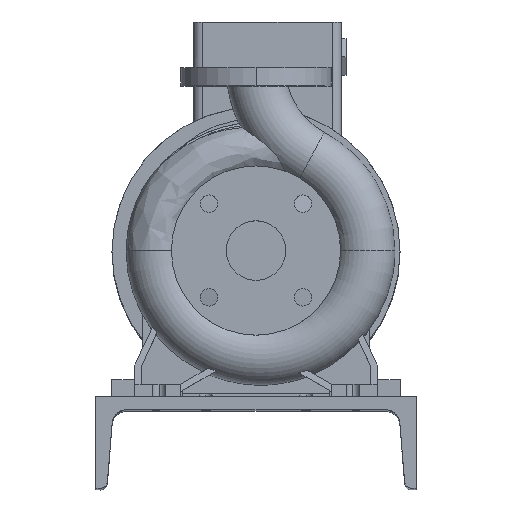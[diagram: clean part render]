
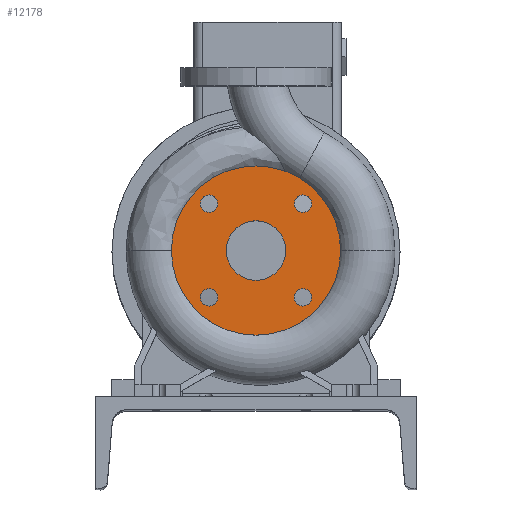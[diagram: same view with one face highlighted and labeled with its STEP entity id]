
A CAD part, top view. The second image highlights one B-rep face of the part: STEP entity #12178.
In plain terms, the highlighted planar face has unit normal (0, 0, 1).
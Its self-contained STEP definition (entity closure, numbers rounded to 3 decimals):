
#455 = CIRCLE ( 'NONE', #1434, 9.5 ) ;
#874 = AXIS2_PLACEMENT_3D ( 'NONE', #18344, #13366, #9059 ) ;
#1026 = CARTESIAN_POINT ( 'NONE',  ( -51.265, -51.265, 100. ) ) ;
#1046 = AXIS2_PLACEMENT_3D ( 'NONE', #1668, #1765, #18707 ) ;
#1148 = ORIENTED_EDGE ( 'NONE', *, *, #15734, .T. ) ;
#1434 = AXIS2_PLACEMENT_3D ( 'NONE', #19266, #11508, #17832 ) ;
#1445 = FACE_BOUND ( 'NONE', #17650, .T. ) ;
#1668 = CARTESIAN_POINT ( 'NONE',  ( 0., 0., 100. ) ) ;
#1765 = DIRECTION ( 'NONE',  ( 0., 0., 1. ) ) ;
#1974 = CIRCLE ( 'NONE', #7843, 9.5 ) ;
#2367 = VERTEX_POINT ( 'NONE', #13147 ) ;
#2585 = VERTEX_POINT ( 'NONE', #15680 ) ;
#2800 = VERTEX_POINT ( 'NONE', #4422 ) ;
#2869 = CIRCLE ( 'NONE', #4191, 9.5 ) ;
#3107 = DIRECTION ( 'NONE',  ( 0., -1., 0. ) ) ;
#3180 = FACE_BOUND ( 'NONE', #13583, .T. ) ;
#3198 = EDGE_CURVE ( 'NONE', #16039, #2367, #15989, .T. ) ;
#3205 = EDGE_CURVE ( 'NONE', #17943, #9089, #17925, .T. ) ;
#3480 = AXIS2_PLACEMENT_3D ( 'NONE', #12280, #18598, #9513 ) ;
#3565 = EDGE_CURVE ( 'NONE', #12895, #8408, #1974, .T. ) ;
#3628 = CARTESIAN_POINT ( 'NONE',  ( 41.765, 51.265, 100. ) ) ;
#3767 = DIRECTION ( 'NONE',  ( 0., 0., 1. ) ) ;
#3798 = EDGE_LOOP ( 'NONE', ( #15523, #11767 ) ) ;
#3995 = DIRECTION ( 'NONE',  ( 0., 0., 1. ) ) ;
#4112 = AXIS2_PLACEMENT_3D ( 'NONE', #11428, #19376, #11220 ) ;
#4191 = AXIS2_PLACEMENT_3D ( 'NONE', #8040, #17331, #9789 ) ;
#4422 = CARTESIAN_POINT ( 'NONE',  ( 51.265, -41.765, 100. ) ) ;
#4942 = ORIENTED_EDGE ( 'NONE', *, *, #10262, .F. ) ;
#5519 = EDGE_CURVE ( 'NONE', #2585, #10932, #6599, .T. ) ;
#5703 = CIRCLE ( 'NONE', #17100, 9.5 ) ;
#6056 = FACE_BOUND ( 'NONE', #3798, .T. ) ;
#6489 = ORIENTED_EDGE ( 'NONE', *, *, #12377, .F. ) ;
#6582 = ORIENTED_EDGE ( 'NONE', *, *, #15926, .F. ) ;
#6587 = EDGE_LOOP ( 'NONE', ( #8689, #6582 ) ) ;
#6599 = CIRCLE ( 'NONE', #1046, 32.5 ) ;
#6926 = DIRECTION ( 'NONE',  ( 0., 0., 1. ) ) ;
#7395 = CIRCLE ( 'NONE', #874, 32.5 ) ;
#7612 = CARTESIAN_POINT ( 'NONE',  ( -51.265, -41.765, 100. ) ) ;
#7681 = DIRECTION ( 'NONE',  ( 0., 0., 1. ) ) ;
#7843 = AXIS2_PLACEMENT_3D ( 'NONE', #20143, #7681, #11062 ) ;
#7897 = EDGE_CURVE ( 'NONE', #11273, #2800, #455, .T. ) ;
#8040 = CARTESIAN_POINT ( 'NONE',  ( 51.265, 51.265, 100. ) ) ;
#8157 = CARTESIAN_POINT ( 'NONE',  ( 0., 0., 100. ) ) ;
#8359 = DIRECTION ( 'NONE',  ( 0., -1., 0. ) ) ;
#8361 = CIRCLE ( 'NONE', #4112, 9.5 ) ;
#8408 = VERTEX_POINT ( 'NONE', #3628 ) ;
#8579 = CARTESIAN_POINT ( 'NONE',  ( 51.265, -60.765, 100. ) ) ;
#8583 = DIRECTION ( 'NONE',  ( 0., 0., 1. ) ) ;
#8689 = ORIENTED_EDGE ( 'NONE', *, *, #5519, .F. ) ;
#9004 = AXIS2_PLACEMENT_3D ( 'NONE', #1026, #10523, #14918 ) ;
#9059 = DIRECTION ( 'NONE',  ( 0., -1., 0. ) ) ;
#9089 = VERTEX_POINT ( 'NONE', #19609 ) ;
#9513 = DIRECTION ( 'NONE',  ( 0., 1., 0. ) ) ;
#9757 = ORIENTED_EDGE ( 'NONE', *, *, #18970, .F. ) ;
#9789 = DIRECTION ( 'NONE',  ( 1., 0., 0. ) ) ;
#9978 = ORIENTED_EDGE ( 'NONE', *, *, #3198, .F. ) ;
#10262 = EDGE_CURVE ( 'NONE', #2367, #16039, #5703, .T. ) ;
#10523 = DIRECTION ( 'NONE',  ( 0., 0., 1. ) ) ;
#10524 = DIRECTION ( 'NONE',  ( 0., -1., 0. ) ) ;
#10879 = DIRECTION ( 'NONE',  ( 0., 0., 1. ) ) ;
#10905 = CARTESIAN_POINT ( 'NONE',  ( 60.765, 51.265, 100. ) ) ;
#10932 = VERTEX_POINT ( 'NONE', #12373 ) ;
#10949 = EDGE_LOOP ( 'NONE', ( #14611, #18953 ) ) ;
#11062 = DIRECTION ( 'NONE',  ( 1., 0., 0. ) ) ;
#11100 = CARTESIAN_POINT ( 'NONE',  ( -51.265, 60.765, 100. ) ) ;
#11220 = DIRECTION ( 'NONE',  ( 0., -1., 0. ) ) ;
#11273 = VERTEX_POINT ( 'NONE', #8579 ) ;
#11428 = CARTESIAN_POINT ( 'NONE',  ( 51.265, -51.265, 100. ) ) ;
#11508 = DIRECTION ( 'NONE',  ( 0., 0., 1. ) ) ;
#11767 = ORIENTED_EDGE ( 'NONE', *, *, #19784, .F. ) ;
#12058 = CARTESIAN_POINT ( 'NONE',  ( 0., 0., 100. ) ) ;
#12158 = DIRECTION ( 'NONE',  ( 0., -1., 0. ) ) ;
#12178 = ADVANCED_FACE ( 'NONE', ( #1445, #17368, #20036, #6056, #3180, #14208 ), #17066, .F. ) ;
#12280 = CARTESIAN_POINT ( 'NONE',  ( 0., 92.5, 100. ) ) ;
#12373 = CARTESIAN_POINT ( 'NONE',  ( 0., 32.5, 100. ) ) ;
#12377 = EDGE_CURVE ( 'NONE', #15952, #14403, #19113, .T. ) ;
#12580 = CARTESIAN_POINT ( 'NONE',  ( 0., -92.5, 100. ) ) ;
#12895 = VERTEX_POINT ( 'NONE', #10905 ) ;
#13147 = CARTESIAN_POINT ( 'NONE',  ( -51.265, 41.765, 100. ) ) ;
#13366 = DIRECTION ( 'NONE',  ( 0., 0., 1. ) ) ;
#13582 = AXIS2_PLACEMENT_3D ( 'NONE', #8157, #3767, #8359 ) ;
#13583 = EDGE_LOOP ( 'NONE', ( #4942, #9978 ) ) ;
#14208 = FACE_BOUND ( 'NONE', #10949, .T. ) ;
#14403 = VERTEX_POINT ( 'NONE', #7612 ) ;
#14611 = ORIENTED_EDGE ( 'NONE', *, *, #7897, .F. ) ;
#14918 = DIRECTION ( 'NONE',  ( 0., -1., 0. ) ) ;
#15523 = ORIENTED_EDGE ( 'NONE', *, *, #3565, .F. ) ;
#15530 = CIRCLE ( 'NONE', #13582, 92.5 ) ;
#15577 = CIRCLE ( 'NONE', #18175, 9.5 ) ;
#15680 = CARTESIAN_POINT ( 'NONE',  ( 0., -32.5, 100. ) ) ;
#15700 = EDGE_CURVE ( 'NONE', #2800, #11273, #8361, .T. ) ;
#15734 = EDGE_CURVE ( 'NONE', #9089, #17943, #15530, .T. ) ;
#15926 = EDGE_CURVE ( 'NONE', #10932, #2585, #7395, .T. ) ;
#15952 = VERTEX_POINT ( 'NONE', #19480 ) ;
#15989 = CIRCLE ( 'NONE', #19242, 9.5 ) ;
#16039 = VERTEX_POINT ( 'NONE', #11100 ) ;
#17066 = PLANE ( 'NONE',  #3480 ) ;
#17100 = AXIS2_PLACEMENT_3D ( 'NONE', #17642, #6926, #19369 ) ;
#17331 = DIRECTION ( 'NONE',  ( 0., 0., 1. ) ) ;
#17368 = FACE_BOUND ( 'NONE', #6587, .T. ) ;
#17642 = CARTESIAN_POINT ( 'NONE',  ( -51.265, 51.265, 100. ) ) ;
#17650 = EDGE_LOOP ( 'NONE', ( #6489, #9757 ) ) ;
#17832 = DIRECTION ( 'NONE',  ( 0., -1., 0. ) ) ;
#17925 = CIRCLE ( 'NONE', #19881, 92.5 ) ;
#17943 = VERTEX_POINT ( 'NONE', #12580 ) ;
#18175 = AXIS2_PLACEMENT_3D ( 'NONE', #19036, #10879, #3107 ) ;
#18182 = CARTESIAN_POINT ( 'NONE',  ( -51.265, 51.265, 100. ) ) ;
#18301 = ORIENTED_EDGE ( 'NONE', *, *, #3205, .T. ) ;
#18344 = CARTESIAN_POINT ( 'NONE',  ( 0., 0., 100. ) ) ;
#18598 = DIRECTION ( 'NONE',  ( 0., 0., -1. ) ) ;
#18707 = DIRECTION ( 'NONE',  ( 0., -1., 0. ) ) ;
#18953 = ORIENTED_EDGE ( 'NONE', *, *, #15700, .F. ) ;
#18970 = EDGE_CURVE ( 'NONE', #14403, #15952, #15577, .T. ) ;
#19036 = CARTESIAN_POINT ( 'NONE',  ( -51.265, -51.265, 100. ) ) ;
#19113 = CIRCLE ( 'NONE', #9004, 9.5 ) ;
#19159 = EDGE_LOOP ( 'NONE', ( #18301, #1148 ) ) ;
#19242 = AXIS2_PLACEMENT_3D ( 'NONE', #18182, #3995, #12158 ) ;
#19266 = CARTESIAN_POINT ( 'NONE',  ( 51.265, -51.265, 100. ) ) ;
#19369 = DIRECTION ( 'NONE',  ( 0., -1., 0. ) ) ;
#19376 = DIRECTION ( 'NONE',  ( 0., 0., 1. ) ) ;
#19480 = CARTESIAN_POINT ( 'NONE',  ( -51.265, -60.765, 100. ) ) ;
#19609 = CARTESIAN_POINT ( 'NONE',  ( 0., 92.5, 100. ) ) ;
#19784 = EDGE_CURVE ( 'NONE', #8408, #12895, #2869, .T. ) ;
#19881 = AXIS2_PLACEMENT_3D ( 'NONE', #12058, #8583, #10524 ) ;
#20036 = FACE_OUTER_BOUND ( 'NONE', #19159, .T. ) ;
#20143 = CARTESIAN_POINT ( 'NONE',  ( 51.265, 51.265, 100. ) ) ;
